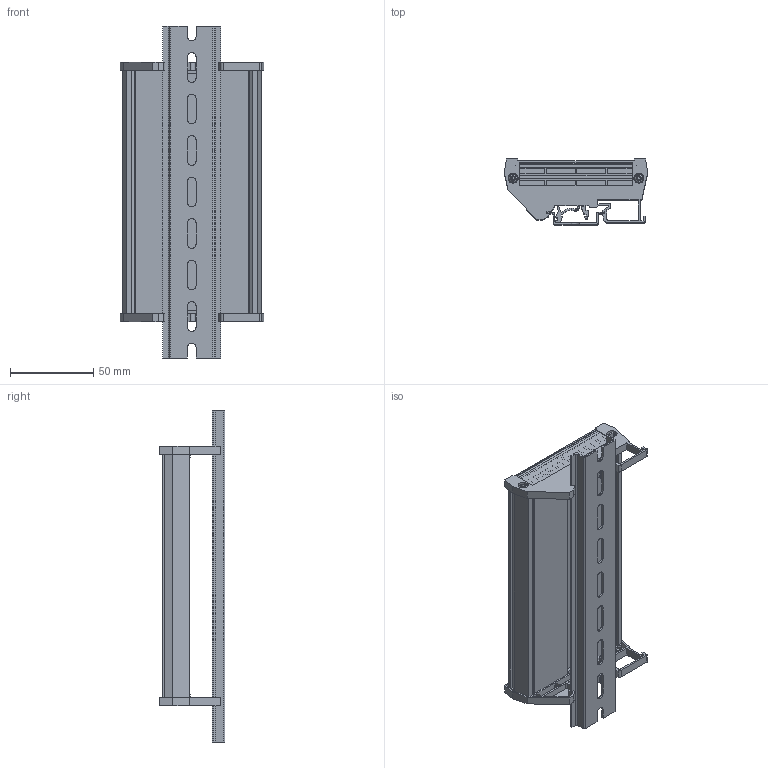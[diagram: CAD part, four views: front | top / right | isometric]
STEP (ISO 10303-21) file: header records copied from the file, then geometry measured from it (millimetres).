
FILE_DESCRIPTION (( 'STEP AP214' ), '1' );
FILE_NAME ('PHSCR-PHRKLR-150.STEP', '2022-01-24T11:28:32', ( '' ), ( '' ), 'SwSTEP 2.0', 'SolidWorks 2017', '' );
FILE_SCHEMA (( 'AUTOMOTIVE_DESIGN' ));
Length unit declared in the file: millimetre
Products named in the file (16): Side Screw; PHSCR-PHRKLR-150; PHSFR; Profile - 72-300_Length-150; PHSFL; Profile - 72-300; Rail-150_Rail Length - 150; PCB-73; PCB-73_PCB -150; Rail-150
Assembly tree (9 placements, depth 2):
  Side Screw
  PHSCR-PHRKLR-150
    Profile - 72-300_Length-150
    PHSFR
    PHSFL
    PCB-73_PCB -150
    Side Screw  x4
    Rail-150_Rail Length - 150
  Side Screw
  PHSFR
  Profile - 72-300
Bounding box: 86.36 x 39.5 x 200 mm (x, y, z)
Volume: 75381.1 mm3; surface area: 109294.1 mm2
Topology: 9 solids, 9 shells, 827 faces, 2288 edges, 1511 vertices
Faces by surface type: plane 616, cylinder 163, cone 20, bspline 16, torus 12
Entity records: 25412 total; most frequent: CARTESIAN_POINT 4462, ORIENTED_EDGE 4198, DIRECTION 3895, EDGE_CURVE 2099, VECTOR 1753, LINE 1753, VERTEX_POINT 1394, AXIS2_PLACEMENT_3D 1071
